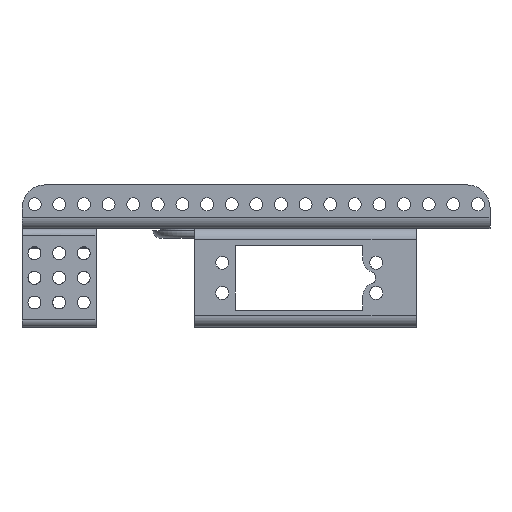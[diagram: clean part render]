
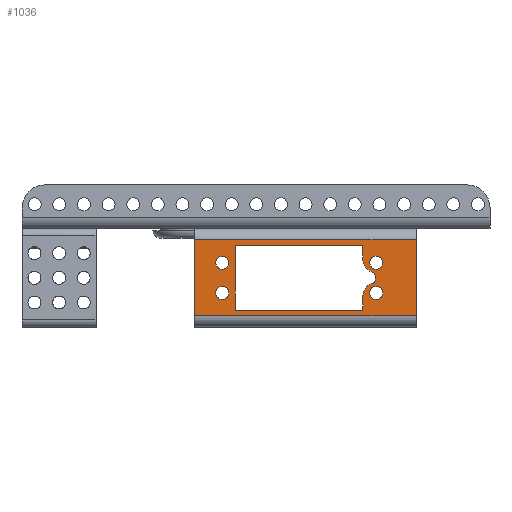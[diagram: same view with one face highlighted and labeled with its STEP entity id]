
A CAD part, left-side view. The second image highlights one B-rep face of the part: STEP entity #1036.
In plain terms, the highlighted face is planar.
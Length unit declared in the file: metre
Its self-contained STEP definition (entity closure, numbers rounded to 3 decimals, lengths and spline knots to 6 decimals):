
#1036 = ADVANCED_FACE( '', ( #2554, #2555, #2556, #2557, #2558, #2559 ), #2560, .F. );
#2554 = FACE_BOUND( '', #5533, .T. );
#2555 = FACE_BOUND( '', #5534, .T. );
#2556 = FACE_OUTER_BOUND( '', #5535, .T. );
#2557 = FACE_BOUND( '', #5536, .T. );
#2558 = FACE_BOUND( '', #5537, .T. );
#2559 = FACE_BOUND( '', #5538, .T. );
#2560 = PLANE( '', #5539 );
#5533 = EDGE_LOOP( '', ( #8609 ) );
#5534 = EDGE_LOOP( '', ( #8610 ) );
#5535 = EDGE_LOOP( '', ( #8611, #8612, #8613, #8614 ) );
#5536 = EDGE_LOOP( '', ( #8615 ) );
#5537 = EDGE_LOOP( '', ( #8616 ) );
#5538 = EDGE_LOOP( '', ( #8617, #8618, #8619, #8620, #8621, #8622, #8623, #8624, #8625 ) );
#5539 = AXIS2_PLACEMENT_3D( '', #8626, #8627, #8628 );
#8609 = ORIENTED_EDGE( '', *, *, #11711, .T. );
#8610 = ORIENTED_EDGE( '', *, *, #11712, .T. );
#8611 = ORIENTED_EDGE( '', *, *, #11713, .F. );
#8612 = ORIENTED_EDGE( '', *, *, #11496, .T. );
#8613 = ORIENTED_EDGE( '', *, *, #11714, .T. );
#8614 = ORIENTED_EDGE( '', *, *, #11715, .T. );
#8615 = ORIENTED_EDGE( '', *, *, #11716, .T. );
#8616 = ORIENTED_EDGE( '', *, *, #11717, .T. );
#8617 = ORIENTED_EDGE( '', *, *, #11098, .T. );
#8618 = ORIENTED_EDGE( '', *, *, #11718, .T. );
#8619 = ORIENTED_EDGE( '', *, *, #11719, .F. );
#8620 = ORIENTED_EDGE( '', *, *, #11720, .T. );
#8621 = ORIENTED_EDGE( '', *, *, #11721, .T. );
#8622 = ORIENTED_EDGE( '', *, *, #11722, .F. );
#8623 = ORIENTED_EDGE( '', *, *, #11151, .F. );
#8624 = ORIENTED_EDGE( '', *, *, #11182, .T. );
#8625 = ORIENTED_EDGE( '', *, *, #11628, .T. );
#8626 = CARTESIAN_POINT( '', ( 0.007917, -0.016267, 0. ) );
#8627 = DIRECTION( '', ( 0., 0., 1. ) );
#8628 = DIRECTION( '', ( 1., 0., 0. ) );
#11098 = EDGE_CURVE( '', #12655, #12653, #12656, .T. );
#11151 = EDGE_CURVE( '', #12743, #12745, #12746, .T. );
#11182 = EDGE_CURVE( '', #12743, #12795, #12796, .F. );
#11496 = EDGE_CURVE( '', #13396, #13393, #13397, .F. );
#11628 = EDGE_CURVE( '', #12795, #12655, #13604, .T. );
#11711 = EDGE_CURVE( '', #13728, #13728, #13729, .T. );
#11712 = EDGE_CURVE( '', #13730, #13730, #13731, .T. );
#11713 = EDGE_CURVE( '', #13396, #13732, #13733, .T. );
#11714 = EDGE_CURVE( '', #13393, #13734, #13735, .T. );
#11715 = EDGE_CURVE( '', #13734, #13732, #13736, .T. );
#11716 = EDGE_CURVE( '', #13737, #13737, #13738, .T. );
#11717 = EDGE_CURVE( '', #13739, #13739, #13740, .T. );
#11718 = EDGE_CURVE( '', #12653, #13741, #13742, .F. );
#11719 = EDGE_CURVE( '', #13743, #13741, #13744, .T. );
#11720 = EDGE_CURVE( '', #13743, #13745, #13746, .T. );
#11721 = EDGE_CURVE( '', #13745, #13747, #13748, .T. );
#11722 = EDGE_CURVE( '', #12745, #13747, #13749, .T. );
#12653 = VERTEX_POINT( '', #15769 );
#12655 = VERTEX_POINT( '', #15772 );
#12656 = CIRCLE( '', #15773, 0.00225 );
#12743 = VERTEX_POINT( '', #15979 );
#12745 = VERTEX_POINT( '', #15982 );
#12746 = LINE( '', #15983, #15984 );
#12795 = VERTEX_POINT( '', #16040 );
#12796 = CIRCLE( '', #16041, 0.004 );
#13393 = VERTEX_POINT( '', #17264 );
#13396 = VERTEX_POINT( '', #17267 );
#13397 = LINE( '', #17268, #17269 );
#13604 = CIRCLE( '', #17657, 0.00225 );
#13728 = VERTEX_POINT( '', #17872 );
#13729 = CIRCLE( '', #17873, 0.0021 );
#13730 = VERTEX_POINT( '', #17874 );
#13731 = CIRCLE( '', #17875, 0.0021 );
#13732 = VERTEX_POINT( '', #17876 );
#13733 = LINE( '', #17877, #17878 );
#13734 = VERTEX_POINT( '', #17879 );
#13735 = LINE( '', #17880, #17881 );
#13736 = LINE( '', #17882, #17883 );
#13737 = VERTEX_POINT( '', #17884 );
#13738 = CIRCLE( '', #17885, 0.0021 );
#13739 = VERTEX_POINT( '', #17886 );
#13740 = CIRCLE( '', #17887, 0.0021 );
#13741 = VERTEX_POINT( '', #17888 );
#13742 = CIRCLE( '', #17889, 0.004 );
#13743 = VERTEX_POINT( '', #17890 );
#13744 = LINE( '', #17891, #17892 );
#13745 = VERTEX_POINT( '', #17893 );
#13746 = LINE( '', #17894, #17895 );
#13747 = VERTEX_POINT( '', #17896 );
#13748 = LINE( '', #17897, #17898 );
#13749 = LINE( '', #17899, #17900 );
#15769 = CARTESIAN_POINT( '', ( 0.005941, 0.005121, 0. ) );
#15772 = CARTESIAN_POINT( '', ( 0.007917, 0.006628, 0. ) );
#15773 = AXIS2_PLACEMENT_3D( '', #20216, #20217, #20218 );
#15979 = CARTESIAN_POINT( '', ( 0.013671, 0.002433, 0. ) );
#15982 = CARTESIAN_POINT( '', ( 0.018417, 0.002433, 0. ) );
#15983 = CARTESIAN_POINT( '', ( 0.007917, 0.002433, 0. ) );
#15984 = VECTOR( '', #20288, 1. );
#16040 = CARTESIAN_POINT( '', ( 0.009892, 0.005121, 0. ) );
#16041 = AXIS2_PLACEMENT_3D( '', #20341, #20342, #20343 );
#17264 = CARTESIAN_POINT( '', ( -0.004413, 0.019733, 0. ) );
#17267 = CARTESIAN_POINT( '', ( -0.004413, -0.052267, 0. ) );
#17268 = CARTESIAN_POINT( '', ( -0.004413, -0.016267, 0. ) );
#17269 = VECTOR( '', #21073, 1. );
#17657 = AXIS2_PLACEMENT_3D( '', #21257, #21258, #21259 );
#17872 = CARTESIAN_POINT( '', ( 0.014917, -0.043267, 0. ) );
#17873 = AXIS2_PLACEMENT_3D( '', #21363, #21364, #21365 );
#17874 = CARTESIAN_POINT( '', ( 0.005117, 0.006733, 0. ) );
#17875 = AXIS2_PLACEMENT_3D( '', #21366, #21367, #21368 );
#17876 = CARTESIAN_POINT( '', ( 0.020247, -0.052267, 0. ) );
#17877 = CARTESIAN_POINT( '', ( 0.007917, -0.052267, 0. ) );
#17878 = VECTOR( '', #21369, 1. );
#17879 = CARTESIAN_POINT( '', ( 0.020247, 0.019733, 0. ) );
#17880 = CARTESIAN_POINT( '', ( 0.007917, 0.019733, 0. ) );
#17881 = VECTOR( '', #21370, 1. );
#17882 = CARTESIAN_POINT( '', ( 0.020247, -0.052267, 0. ) );
#17883 = VECTOR( '', #21371, 1. );
#17884 = CARTESIAN_POINT( '', ( 0.005117, -0.043267, 0. ) );
#17885 = AXIS2_PLACEMENT_3D( '', #21372, #21373, #21374 );
#17886 = CARTESIAN_POINT( '', ( 0.014917, 0.006733, 0. ) );
#17887 = AXIS2_PLACEMENT_3D( '', #21375, #21376, #21377 );
#17888 = CARTESIAN_POINT( '', ( 0.002162, 0.002433, 0. ) );
#17889 = AXIS2_PLACEMENT_3D( '', #21378, #21379, #21380 );
#17890 = CARTESIAN_POINT( '', ( -0.002583, 0.002433, 0. ) );
#17891 = CARTESIAN_POINT( '', ( 0.007917, 0.002433, 0. ) );
#17892 = VECTOR( '', #21381, 1. );
#17893 = CARTESIAN_POINT( '', ( -0.002583, -0.039067, 0. ) );
#17894 = CARTESIAN_POINT( '', ( -0.002583, -0.016267, 0. ) );
#17895 = VECTOR( '', #21382, 1. );
#17896 = CARTESIAN_POINT( '', ( 0.018417, -0.039067, 0. ) );
#17897 = CARTESIAN_POINT( '', ( 0.007917, -0.039067, 0. ) );
#17898 = VECTOR( '', #21383, 1. );
#17899 = CARTESIAN_POINT( '', ( 0.018417, -0.016267, 0. ) );
#17900 = VECTOR( '', #21384, 1. );
#20216 = CARTESIAN_POINT( '', ( 0.008067, 0.004383, 0. ) );
#20217 = DIRECTION( '', ( 0., 0., 1. ) );
#20218 = DIRECTION( '', ( 1., 0., 0. ) );
#20288 = DIRECTION( '', ( 1., 0., 0. ) );
#20341 = CARTESIAN_POINT( '', ( 0.013671, 0.006433, 0. ) );
#20342 = DIRECTION( '', ( 0., 0., 1. ) );
#20343 = DIRECTION( '', ( 1., 0., 0. ) );
#21073 = DIRECTION( '', ( 0., -1., 0. ) );
#21257 = CARTESIAN_POINT( '', ( 0.007767, 0.004383, 0. ) );
#21258 = DIRECTION( '', ( 0., 0., 1. ) );
#21259 = DIRECTION( '', ( 1., 0., 0. ) );
#21363 = CARTESIAN_POINT( '', ( 0.012817, -0.043267, 0. ) );
#21364 = DIRECTION( '', ( 0., 0., 1. ) );
#21365 = DIRECTION( '', ( 1., 0., 0. ) );
#21366 = CARTESIAN_POINT( '', ( 0.003017, 0.006733, 0. ) );
#21367 = DIRECTION( '', ( 0., 0., 1. ) );
#21368 = DIRECTION( '', ( 1., 0., 0. ) );
#21369 = DIRECTION( '', ( 1., 0., 0. ) );
#21370 = DIRECTION( '', ( 1., 0., 0. ) );
#21371 = DIRECTION( '', ( 0., -1., 0. ) );
#21372 = CARTESIAN_POINT( '', ( 0.003017, -0.043267, 0. ) );
#21373 = DIRECTION( '', ( 0., 0., 1. ) );
#21374 = DIRECTION( '', ( 1., 0., 0. ) );
#21375 = CARTESIAN_POINT( '', ( 0.012817, 0.006733, 0. ) );
#21376 = DIRECTION( '', ( 0., 0., 1. ) );
#21377 = DIRECTION( '', ( 1., 0., 0. ) );
#21378 = CARTESIAN_POINT( '', ( 0.002162, 0.006433, 0. ) );
#21379 = DIRECTION( '', ( 0., 0., 1. ) );
#21380 = DIRECTION( '', ( 1., 0., 0. ) );
#21381 = DIRECTION( '', ( 1., 0., 0. ) );
#21382 = DIRECTION( '', ( 0., -1., 0. ) );
#21383 = DIRECTION( '', ( 1., 0., 0. ) );
#21384 = DIRECTION( '', ( 0., -1., 0. ) );
